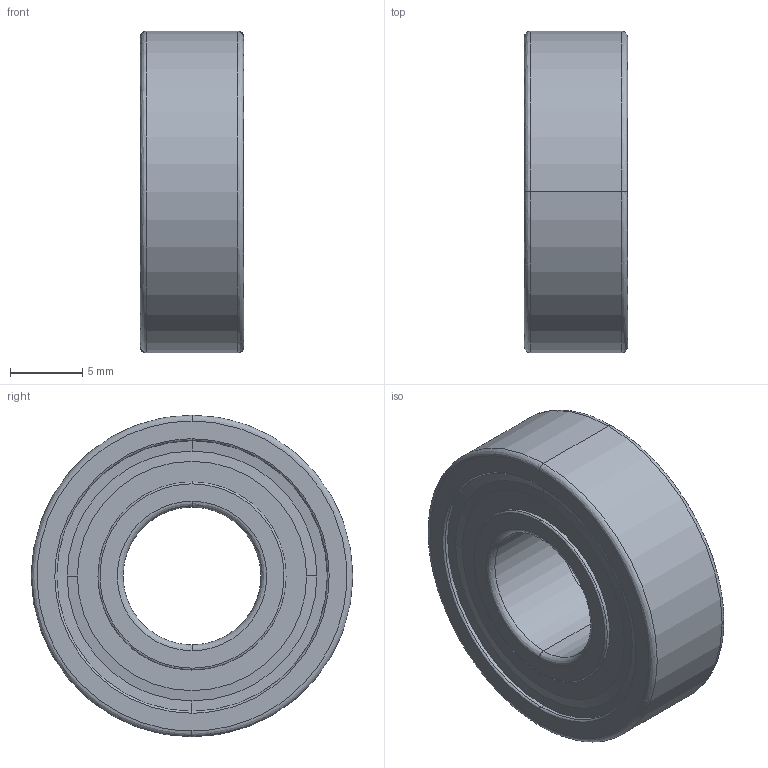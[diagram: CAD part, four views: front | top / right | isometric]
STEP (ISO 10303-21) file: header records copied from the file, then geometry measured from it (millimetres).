
FILE_DESCRIPTION (( 'STEP AP214' ), '1' );
FILE_NAME ('WCP-0776 Rev1.step', '2022-11-28T21:16:01', ( '' ), ( '' ), 'SwSTEP 2.0', 'SolidWorks 2020', '' );
FILE_SCHEMA (( 'AUTOMOTIVE_DESIGN' ));
Length unit declared in the file: inch
Products named in the file (1): WCP-0776 Rev1
Bounding box: 7.14 x 22.23 x 22.23 mm (x, y, z)
Volume: 2143.9 mm3; surface area: 1376.3 mm2
Topology: 1 solids, 1 shells, 42 faces, 88 edges, 52 vertices
Faces by surface type: bspline 16, cylinder 12, cone 8, plane 6
Entity records: 2079 total; most frequent: CARTESIAN_POINT 1197, DIRECTION 178, ORIENTED_EDGE 176, EDGE_CURVE 88, AXIS2_PLACEMENT_3D 79, VERTEX_POINT 52, CIRCLE 52, EDGE_LOOP 48
